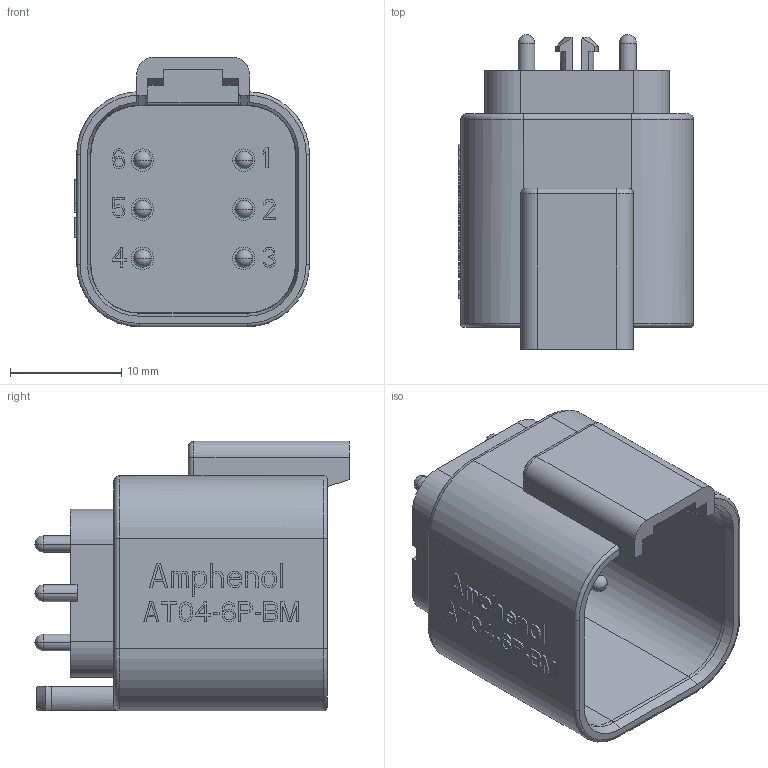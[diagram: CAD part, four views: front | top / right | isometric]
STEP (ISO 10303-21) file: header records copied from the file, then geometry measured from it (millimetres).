
FILE_DESCRIPTION((''),'2;1');
FILE_NAME('PL000386','2016-02-26T',('Orion.Li'),(''),'PRO/ENGINEER BY PARAMETRIC TECHNOLOGY CORPORATION, 2013230','PRO/ENGINEER BY PARAMETRIC TECHNOLOGY CORPORATION, 2013230','');
FILE_SCHEMA(('CONFIG_CONTROL_DESIGN'));
Length unit declared in the file: millimetre
Products named in the file (1): PL000386
Bounding box: 21.1 x 28.25 x 24.2 mm (x, y, z)
Volume: 2899.2 mm3; surface area: 4438 mm2
Topology: 1 solids, 1 shells, 900 faces, 2497 edges, 1632 vertices
Faces by surface type: plane 769, cylinder 81, sphere 24, torus 16, cone 6, extrusion 4
Entity records: 28230 total; most frequent: CARTESIAN_POINT 5152, ORIENTED_EDGE 4946, DIRECTION 4445, EDGE_CURVE 2473, VECTOR 2245, LINE 2241, VERTEX_POINT 1632, AXIS2_PLACEMENT_3D 1100
